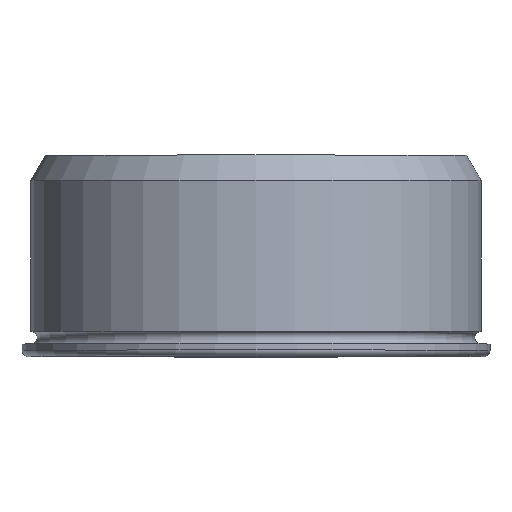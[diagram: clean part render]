
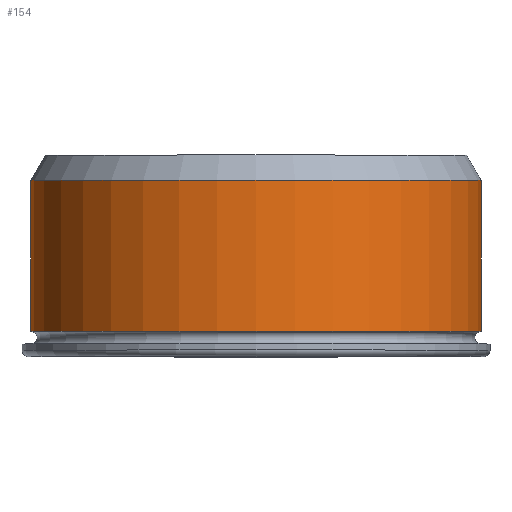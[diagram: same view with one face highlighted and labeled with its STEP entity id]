
A CAD part, top view. The second image highlights one B-rep face of the part: STEP entity #154.
In plain terms, the highlighted cylindrical face has radius 8.95 mm (diameter 17.9 mm), a full revolution.
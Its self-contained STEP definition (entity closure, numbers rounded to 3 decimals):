
#24=CYLINDRICAL_SURFACE('',#181,8.95);
#28=FACE_OUTER_BOUND('',#38,.T.);
#38=EDGE_LOOP('',(#115,#116,#117,#118,#119,#120));
#51=LINE('',#277,#55);
#55=VECTOR('',#219,8.95);
#58=CIRCLE('',#178,8.95);
#59=CIRCLE('',#179,8.95);
#61=CIRCLE('',#182,8.95);
#62=CIRCLE('',#183,8.95);
#75=VERTEX_POINT('',#266);
#76=VERTEX_POINT('',#267);
#78=VERTEX_POINT('',#274);
#79=VERTEX_POINT('',#275);
#89=EDGE_CURVE('',#75,#76,#58,.T.);
#90=EDGE_CURVE('',#76,#75,#59,.T.);
#93=EDGE_CURVE('',#78,#79,#61,.T.);
#94=EDGE_CURVE('',#78,#76,#51,.T.);
#95=EDGE_CURVE('',#79,#78,#62,.T.);
#115=ORIENTED_EDGE('',*,*,#93,.F.);
#116=ORIENTED_EDGE('',*,*,#94,.T.);
#117=ORIENTED_EDGE('',*,*,#89,.F.);
#118=ORIENTED_EDGE('',*,*,#90,.F.);
#119=ORIENTED_EDGE('',*,*,#94,.F.);
#120=ORIENTED_EDGE('',*,*,#95,.F.);
#154=ADVANCED_FACE('',(#28),#24,.T.);
#178=AXIS2_PLACEMENT_3D('',#268,#208,#209);
#179=AXIS2_PLACEMENT_3D('',#269,#210,#211);
#181=AXIS2_PLACEMENT_3D('',#273,#215,#216);
#182=AXIS2_PLACEMENT_3D('',#276,#217,#218);
#183=AXIS2_PLACEMENT_3D('',#278,#220,#221);
#208=DIRECTION('center_axis',(0.,1.,0.));
#209=DIRECTION('ref_axis',(-1.,0.,0.));
#210=DIRECTION('center_axis',(0.,1.,0.));
#211=DIRECTION('ref_axis',(-1.,0.,0.));
#215=DIRECTION('center_axis',(0.,-1.,0.));
#216=DIRECTION('ref_axis',(1.,0.,0.));
#217=DIRECTION('center_axis',(0.,-1.,0.));
#218=DIRECTION('ref_axis',(1.,0.,0.));
#219=DIRECTION('',(0.,1.,0.));
#220=DIRECTION('center_axis',(0.,-1.,0.));
#221=DIRECTION('ref_axis',(1.,0.,0.));
#266=CARTESIAN_POINT('',(8.95,7.,0.));
#267=CARTESIAN_POINT('',(-8.95,7.,0.));
#268=CARTESIAN_POINT('Origin',(0.,7.,0.));
#269=CARTESIAN_POINT('Origin',(0.,7.,0.));
#273=CARTESIAN_POINT('Origin',(0.,4.5,0.));
#274=CARTESIAN_POINT('',(-8.95,1.,0.));
#275=CARTESIAN_POINT('',(0.,1.,8.95));
#276=CARTESIAN_POINT('Origin',(0.,1.,0.));
#277=CARTESIAN_POINT('',(-8.95,4.5,0.));
#278=CARTESIAN_POINT('Origin',(0.,1.,0.));
